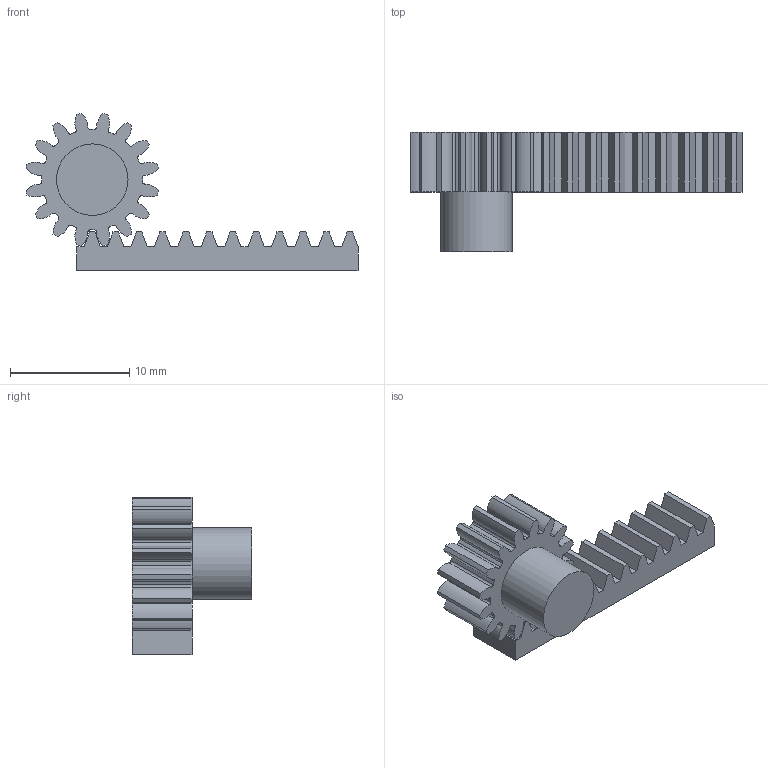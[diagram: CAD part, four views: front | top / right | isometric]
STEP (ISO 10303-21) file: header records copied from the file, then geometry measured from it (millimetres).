
FILE_DESCRIPTION(/* description */ ('STEP AP242','CAx-IF Rec.Pracs.---Representation and Presentation of Product Manufacturing Information (PMI)---4.0---2014-10-13','CAx-IF Rec.Pracs.---3D Tessellated Geometry---0.4---2014-09-14','2;1'),/* implementation_level */ '2;1');
FILE_NAME(/* name */ '66cd090de456922c9dc8e972',/* time_stamp */ '2024-08-26T23:00:29Z',/* author */ (''),/* organization */ (''),/* preprocessor_version */ 'ST-DEVELOPER v20',/* originating_system */ ' ',/* authorisation */ ' ');
FILE_SCHEMA (('AP242_MANAGED_MODEL_BASED_3D_ENGINEERING_MIM_LF { 1 0 10303 442 1 1 4 }'));
Length unit declared in the file: metre
Products named in the file (2): Part 2; Gear
Bounding box: 27.83 x 10 x 13.18 mm (x, y, z)
Volume: 772.5 mm3; surface area: 1100.7 mm2
Topology: 2 solids, 2 shells, 194 faces, 564 edges, 376 vertices
Faces by surface type: plane 97, cylinder 65, bspline 32
Full cylindrical faces by diameter (mm): 6 x1
Entity records: 9065 total; most frequent: CARTESIAN_POINT 3983, ORIENTED_EDGE 1126, DIRECTION 957, EDGE_CURVE 563, VERTEX_POINT 376, LINE 369, VECTOR 369, AXIS2_PLACEMENT_3D 294
